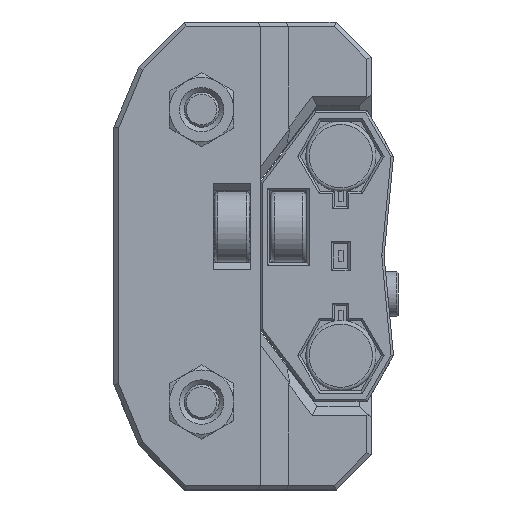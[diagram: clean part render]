
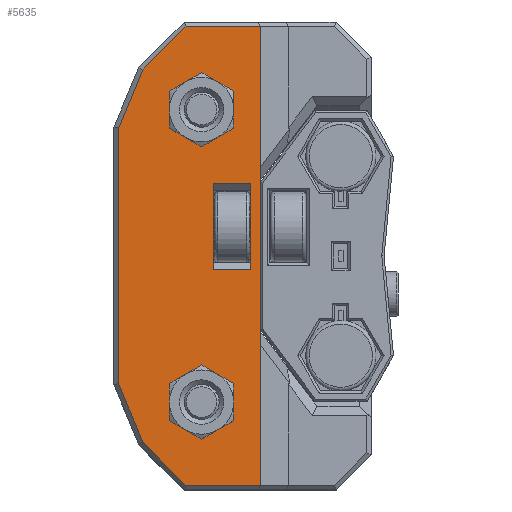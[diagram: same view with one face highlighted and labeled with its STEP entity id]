
A CAD part, top view. The second image highlights one B-rep face of the part: STEP entity #5635.
In plain terms, the highlighted planar face has unit normal (0, 0, 1).
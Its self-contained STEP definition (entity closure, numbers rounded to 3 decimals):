
#245=FACE_BOUND('',#790,.T.);
#246=FACE_BOUND('',#791,.T.);
#247=FACE_BOUND('',#792,.T.);
#440=FACE_OUTER_BOUND('',#789,.T.);
#789=EDGE_LOOP('',(#4490,#4491,#4492,#4493,#4494,#4495,#4496,#4497,#4498,
#4499));
#790=EDGE_LOOP('',(#4500,#4501,#4502,#4503));
#791=EDGE_LOOP('',(#4504));
#792=EDGE_LOOP('',(#4505));
#1337=LINE('',#8886,#1979);
#1343=LINE('',#8897,#1985);
#1344=LINE('',#8900,#1986);
#1345=LINE('',#8902,#1987);
#1346=LINE('',#8904,#1988);
#1347=LINE('',#8906,#1989);
#1348=LINE('',#8908,#1990);
#1349=LINE('',#8910,#1991);
#1350=LINE('',#8912,#1992);
#1351=LINE('',#8913,#1993);
#1352=LINE('',#8916,#1994);
#1353=LINE('',#8918,#1995);
#1354=LINE('',#8920,#1996);
#1355=LINE('',#8921,#1997);
#1979=VECTOR('',#7214,10.);
#1985=VECTOR('',#7222,10.);
#1986=VECTOR('',#7225,10.);
#1987=VECTOR('',#7226,10.);
#1988=VECTOR('',#7227,10.);
#1989=VECTOR('',#7228,10.);
#1990=VECTOR('',#7229,10.);
#1991=VECTOR('',#7230,10.);
#1992=VECTOR('',#7231,10.);
#1993=VECTOR('',#7232,10.);
#1994=VECTOR('',#7233,10.);
#1995=VECTOR('',#7234,10.);
#1996=VECTOR('',#7235,10.);
#1997=VECTOR('',#7236,10.);
#2268=CIRCLE('',#6121,2.05);
#2269=CIRCLE('',#6122,2.05);
#2605=VERTEX_POINT('',#8884);
#2606=VERTEX_POINT('',#8885);
#2610=VERTEX_POINT('',#8895);
#2611=VERTEX_POINT('',#8899);
#2612=VERTEX_POINT('',#8901);
#2613=VERTEX_POINT('',#8903);
#2614=VERTEX_POINT('',#8905);
#2615=VERTEX_POINT('',#8907);
#2616=VERTEX_POINT('',#8909);
#2617=VERTEX_POINT('',#8911);
#2618=VERTEX_POINT('',#8914);
#2619=VERTEX_POINT('',#8915);
#2620=VERTEX_POINT('',#8917);
#2621=VERTEX_POINT('',#8919);
#2622=VERTEX_POINT('',#8922);
#2623=VERTEX_POINT('',#8924);
#3255=EDGE_CURVE('',#2605,#2606,#1337,.T.);
#3261=EDGE_CURVE('',#2610,#2605,#1343,.T.);
#3262=EDGE_CURVE('',#2611,#2610,#1344,.T.);
#3263=EDGE_CURVE('',#2612,#2611,#1345,.T.);
#3264=EDGE_CURVE('',#2613,#2612,#1346,.T.);
#3265=EDGE_CURVE('',#2614,#2613,#1347,.T.);
#3266=EDGE_CURVE('',#2615,#2614,#1348,.T.);
#3267=EDGE_CURVE('',#2615,#2616,#1349,.T.);
#3268=EDGE_CURVE('',#2616,#2617,#1350,.T.);
#3269=EDGE_CURVE('',#2606,#2617,#1351,.T.);
#3270=EDGE_CURVE('',#2618,#2619,#1352,.T.);
#3271=EDGE_CURVE('',#2620,#2619,#1353,.T.);
#3272=EDGE_CURVE('',#2620,#2621,#1354,.T.);
#3273=EDGE_CURVE('',#2618,#2621,#1355,.T.);
#3274=EDGE_CURVE('',#2622,#2622,#2268,.T.);
#3275=EDGE_CURVE('',#2623,#2623,#2269,.T.);
#4490=ORIENTED_EDGE('',*,*,#3255,.F.);
#4491=ORIENTED_EDGE('',*,*,#3261,.F.);
#4492=ORIENTED_EDGE('',*,*,#3262,.F.);
#4493=ORIENTED_EDGE('',*,*,#3263,.F.);
#4494=ORIENTED_EDGE('',*,*,#3264,.F.);
#4495=ORIENTED_EDGE('',*,*,#3265,.F.);
#4496=ORIENTED_EDGE('',*,*,#3266,.F.);
#4497=ORIENTED_EDGE('',*,*,#3267,.T.);
#4498=ORIENTED_EDGE('',*,*,#3268,.T.);
#4499=ORIENTED_EDGE('',*,*,#3269,.F.);
#4500=ORIENTED_EDGE('',*,*,#3270,.T.);
#4501=ORIENTED_EDGE('',*,*,#3271,.F.);
#4502=ORIENTED_EDGE('',*,*,#3272,.T.);
#4503=ORIENTED_EDGE('',*,*,#3273,.F.);
#4504=ORIENTED_EDGE('',*,*,#3274,.F.);
#4505=ORIENTED_EDGE('',*,*,#3275,.F.);
#5340=PLANE('',#6120);
#5635=ADVANCED_FACE('',(#440,#245,#246,#247),#5340,.F.);
#6120=AXIS2_PLACEMENT_3D('',#8898,#7223,#7224);
#6121=AXIS2_PLACEMENT_3D('',#8923,#7237,#7238);
#6122=AXIS2_PLACEMENT_3D('',#8925,#7239,#7240);
#7214=DIRECTION('',(0.707,0.707,0.));
#7222=DIRECTION('',(0.383,0.924,0.));
#7223=DIRECTION('center_axis',(0.,0.,
-1.));
#7224=DIRECTION('ref_axis',(1.,0.,0.));
#7225=DIRECTION('',(0.,1.,0.));
#7226=DIRECTION('',(-0.383,0.924,0.));
#7227=DIRECTION('',(-0.707,0.707,0.));
#7228=DIRECTION('',(-1.,0.,0.));
#7229=DIRECTION('',(0.,-1.,0.));
#7230=DIRECTION('',(0.,1.,0.));
#7231=DIRECTION('',(0.,1.,0.));
#7232=DIRECTION('',(1.,0.,0.));
#7233=DIRECTION('',(0.,-1.,0.));
#7234=DIRECTION('',(1.,0.,0.));
#7235=DIRECTION('',(0.,1.,0.));
#7236=DIRECTION('',(-1.,0.,0.));
#7237=DIRECTION('center_axis',(0.,0.,
1.));
#7238=DIRECTION('ref_axis',(1.,0.,0.));
#7239=DIRECTION('center_axis',(0.,0.,
1.));
#7240=DIRECTION('ref_axis',(1.,0.,0.));
#8884=CARTESIAN_POINT('',(-112.539,68.945,5.75));
#8885=CARTESIAN_POINT('',(-108.834,72.65,5.75));
#8886=CARTESIAN_POINT('',(-122.331,59.152,5.75));
#8895=CARTESIAN_POINT('',(-114.599,63.97,5.75));
#8897=CARTESIAN_POINT('',(-120.791,49.023,5.75));
#8898=CARTESIAN_POINT('Origin',(-107.499,23.091,5.75));
#8899=CARTESIAN_POINT('',(-114.599,42.13,5.75));
#8900=CARTESIAN_POINT('',(-114.599,28.071,5.75));
#8901=CARTESIAN_POINT('',(-112.539,37.155,5.75));
#8902=CARTESIAN_POINT('',(-110.199,31.506,5.75));
#8903=CARTESIAN_POINT('',(-108.834,33.45,5.75));
#8904=CARTESIAN_POINT('',(-107.352,31.968,5.75));
#8905=CARTESIAN_POINT('',(-102.499,33.45,5.75));
#8906=CARTESIAN_POINT('',(-103.749,33.45,5.75));
#8907=CARTESIAN_POINT('',(-102.499,45.521,5.75));
#8908=CARTESIAN_POINT('',(-102.499,71.407,5.75));
#8909=CARTESIAN_POINT('',(-102.499,60.579,5.75));
#8910=CARTESIAN_POINT('',(-102.499,71.407,5.75));
#8911=CARTESIAN_POINT('',(-102.499,72.65,5.75));
#8912=CARTESIAN_POINT('',(-102.499,71.407,5.75));
#8913=CARTESIAN_POINT('',(-111.249,72.65,5.75));
#8914=CARTESIAN_POINT('',(-103.299,59.25,5.75));
#8915=CARTESIAN_POINT('',(-103.299,51.85,5.75));
#8916=CARTESIAN_POINT('',(-103.299,52.45,5.75));
#8917=CARTESIAN_POINT('',(-106.499,51.85,5.75));
#8918=CARTESIAN_POINT('',(-104.999,51.85,5.75));
#8919=CARTESIAN_POINT('',(-106.499,59.25,5.75));
#8920=CARTESIAN_POINT('',(-106.499,38.071,5.75));
#8921=CARTESIAN_POINT('',(-104.999,59.25,5.75));
#8922=CARTESIAN_POINT('',(-109.549,65.55,5.75));
#8923=CARTESIAN_POINT('Origin',(-107.499,65.55,5.75));
#8924=CARTESIAN_POINT('',(-109.549,40.55,5.75));
#8925=CARTESIAN_POINT('Origin',(-107.499,40.55,5.75));
